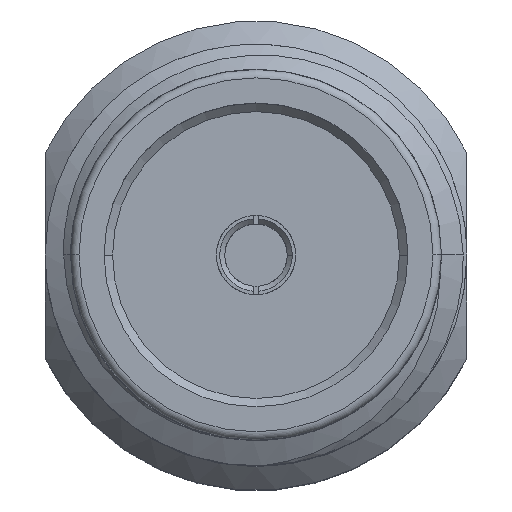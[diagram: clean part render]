
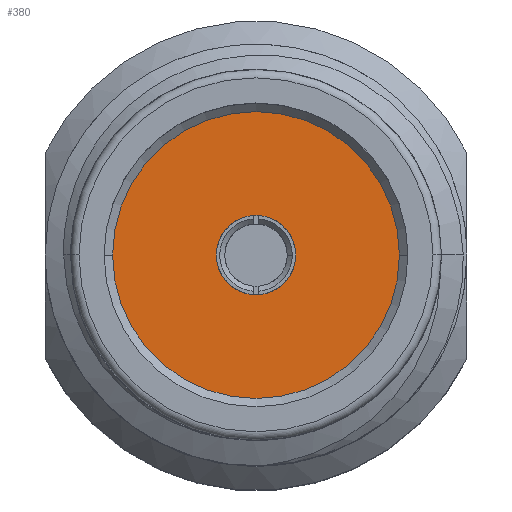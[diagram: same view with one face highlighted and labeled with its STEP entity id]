
A CAD part, top view. The second image highlights one B-rep face of the part: STEP entity #380.
In plain terms, the highlighted planar face has unit normal (0, 0, 1).
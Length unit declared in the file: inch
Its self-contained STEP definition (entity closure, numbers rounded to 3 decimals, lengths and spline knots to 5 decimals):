
#166 = DIRECTION ( 'NONE',  ( 1., 0., 0. ) ) ;
#177 = EDGE_LOOP ( 'NONE', ( #1938, #668 ) ) ;
#190 = CARTESIAN_POINT ( 'NONE',  ( 0., 0., -0.075 ) ) ;
#257 = AXIS2_PLACEMENT_3D ( 'NONE', #2098, #2968, #2115 ) ;
#380 = ADVANCED_FACE ( 'NONE', ( #483, #1580 ), #2405, .T. ) ;
#390 = DIRECTION ( 'NONE',  ( 0., 0., 1. ) ) ;
#449 = DIRECTION ( 'NONE',  ( 1., 0., 0. ) ) ;
#483 = FACE_BOUND ( 'NONE', #177, .T. ) ;
#560 = CARTESIAN_POINT ( 'NONE',  ( 0.085, 0., -0.075 ) ) ;
#657 = AXIS2_PLACEMENT_3D ( 'NONE', #1329, #1880, #3513 ) ;
#668 = ORIENTED_EDGE ( 'NONE', *, *, #811, .F. ) ;
#720 = CIRCLE ( 'NONE', #1186, 0.085 ) ;
#811 = EDGE_CURVE ( 'NONE', #2232, #2396, #2905, .T. ) ;
#957 = CARTESIAN_POINT ( 'NONE',  ( 0., 0., -0.075 ) ) ;
#958 = EDGE_CURVE ( 'NONE', #2992, #1338, #1808, .T. ) ;
#960 = EDGE_CURVE ( 'NONE', #1338, #2992, #720, .T. ) ;
#974 = CARTESIAN_POINT ( 'NONE',  ( 0.0235, 0., -0.075 ) ) ;
#988 = CARTESIAN_POINT ( 'NONE',  ( 0., 0., -0.075 ) ) ;
#1077 = CARTESIAN_POINT ( 'NONE',  ( -0.0235, 0., -0.075 ) ) ;
#1186 = AXIS2_PLACEMENT_3D ( 'NONE', #988, #2663, #166 ) ;
#1329 = CARTESIAN_POINT ( 'NONE',  ( 0., 0., -0.075 ) ) ;
#1338 = VERTEX_POINT ( 'NONE', #3421 ) ;
#1365 = AXIS2_PLACEMENT_3D ( 'NONE', #190, #2649, #2389 ) ;
#1510 = ORIENTED_EDGE ( 'NONE', *, *, #958, .T. ) ;
#1580 = FACE_OUTER_BOUND ( 'NONE', #2002, .T. ) ;
#1808 = CIRCLE ( 'NONE', #257, 0.085 ) ;
#1880 = DIRECTION ( 'NONE',  ( 0., 0., 1. ) ) ;
#1938 = ORIENTED_EDGE ( 'NONE', *, *, #3556, .F. ) ;
#2002 = EDGE_LOOP ( 'NONE', ( #1510, #3398 ) ) ;
#2098 = CARTESIAN_POINT ( 'NONE',  ( 0., 0., -0.075 ) ) ;
#2115 = DIRECTION ( 'NONE',  ( 1., 0., 0. ) ) ;
#2232 = VERTEX_POINT ( 'NONE', #1077 ) ;
#2389 = DIRECTION ( 'NONE',  ( 1., 0., 0. ) ) ;
#2396 = VERTEX_POINT ( 'NONE', #974 ) ;
#2405 = PLANE ( 'NONE',  #657 ) ;
#2649 = DIRECTION ( 'NONE',  ( 0., 0., 1. ) ) ;
#2663 = DIRECTION ( 'NONE',  ( 0., 0., 1. ) ) ;
#2905 = CIRCLE ( 'NONE', #3376, 0.0235 ) ;
#2968 = DIRECTION ( 'NONE',  ( 0., 0., 1. ) ) ;
#2992 = VERTEX_POINT ( 'NONE', #560 ) ;
#3039 = CIRCLE ( 'NONE', #1365, 0.0235 ) ;
#3376 = AXIS2_PLACEMENT_3D ( 'NONE', #957, #390, #449 ) ;
#3398 = ORIENTED_EDGE ( 'NONE', *, *, #960, .T. ) ;
#3421 = CARTESIAN_POINT ( 'NONE',  ( -0.085, 0., -0.075 ) ) ;
#3513 = DIRECTION ( 'NONE',  ( 1., 0., 0. ) ) ;
#3556 = EDGE_CURVE ( 'NONE', #2396, #2232, #3039, .T. ) ;
